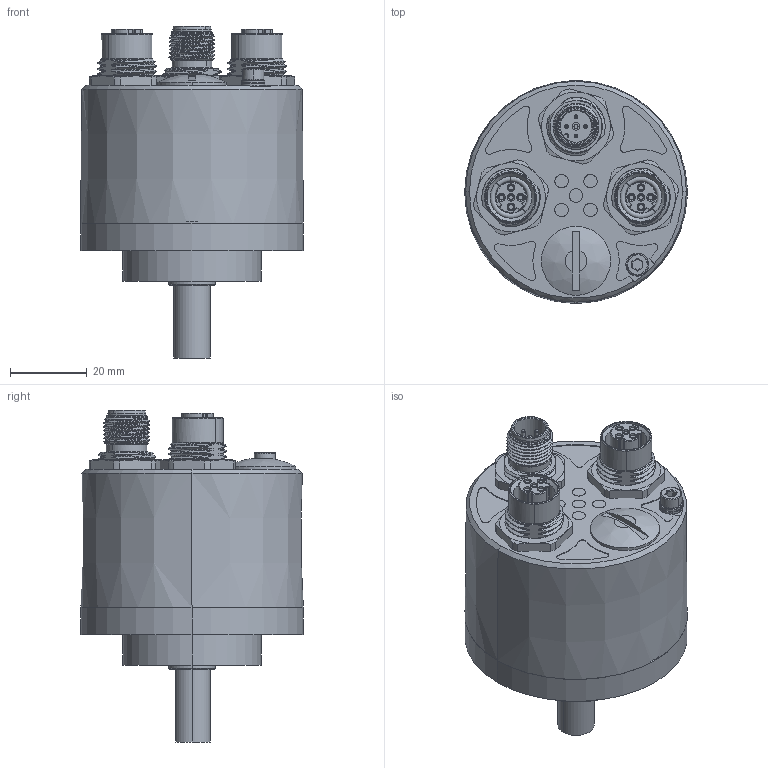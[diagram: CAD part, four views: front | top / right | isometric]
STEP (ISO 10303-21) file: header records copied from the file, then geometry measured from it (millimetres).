
FILE_DESCRIPTION (( 'STEP AP214' ), '1' );
FILE_NAME ('AM58S-1314-MTP9-M12.STEP', '2025-08-20T18:00:32', ( '' ), ( '' ), 'SwSTEP 2.0', 'SolidWorks 2024', '' );
FILE_SCHEMA (( 'AUTOMOTIVE_DESIGN' ));
Length unit declared in the file: inch
Products named in the file (1): AM58S-1314-MTP9-M12
Bounding box: 58 x 58 x 86.5 mm (x, y, z)
Volume: 61319.2 mm3; surface area: 49068.6 mm2
Topology: 40 solids, 40 shells, 1396 faces, 3545 edges, 2252 vertices
Faces by surface type: cylinder 483, plane 371, cone 288, torus 113, bspline 84, sphere 57
Entity records: 51009 total; most frequent: CARTESIAN_POINT 18697, ORIENTED_EDGE 6790, DIRECTION 6457, EDGE_CURVE 3395, AXIS2_PLACEMENT_3D 2680, VERTEX_POINT 2200, EDGE_LOOP 1559, FACE_OUTER_BOUND 1396
